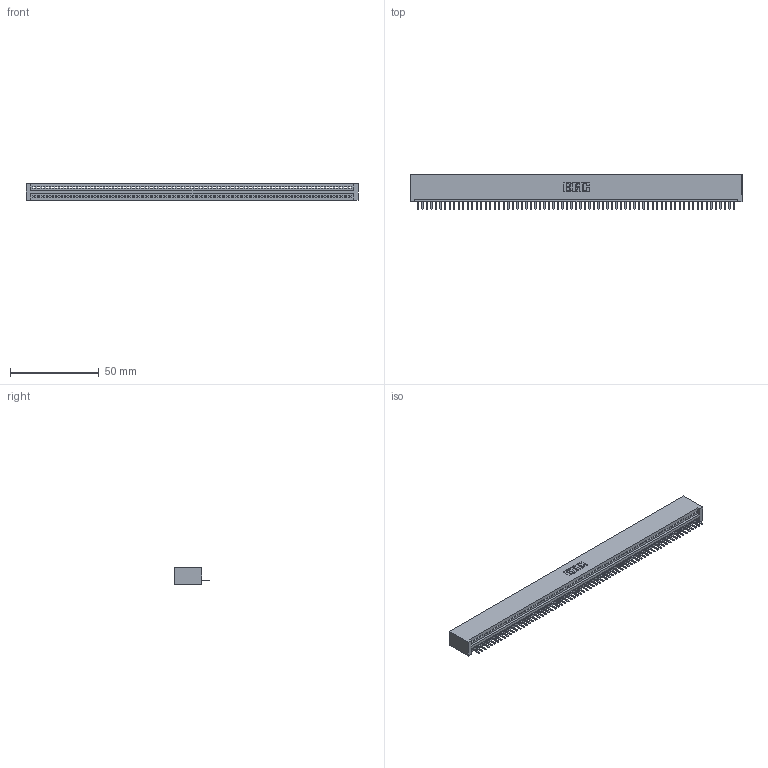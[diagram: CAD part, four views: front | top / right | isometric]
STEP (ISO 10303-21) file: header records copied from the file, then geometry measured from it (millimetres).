
FILE_DESCRIPTION (( 'STEP AP203' ), '1' );
FILE_NAME ('345-071-520-101.STEP', '2018-10-01T12:31:54', ( '' ), ( '' ), 'SwSTEP 2.0', 'SolidWorks 2016', '' );
FILE_SCHEMA (( 'CONFIG_CONTROL_DESIGN' ));
Length unit declared in the file: inch
Products named in the file (3): 345-292-001_345-293-120; 345 Part_No Mounting Lugs; 345-071-520-101
Assembly tree (72 placements, depth 2):
  345-071-520-101
    345 Part_No Mounting Lugs
    345-292-001_345-293-120  x71
Bounding box: 186.94 x 19.68 x 9.4 mm (x, y, z)
Volume: 18373.8 mm3; surface area: 24333.3 mm2
Topology: 72 solids, 72 shells, 4520 faces, 13381 edges, 8730 vertices
Faces by surface type: plane 3058, cylinder 1462
Entity records: 49369 total; most frequent: CARTESIAN_POINT 8569, ORIENTED_EDGE 8562, DIRECTION 7423, EDGE_CURVE 4281, VECTOR 3869, LINE 3869, VERTEX_POINT 2850, AXIS2_PLACEMENT_3D 1777
